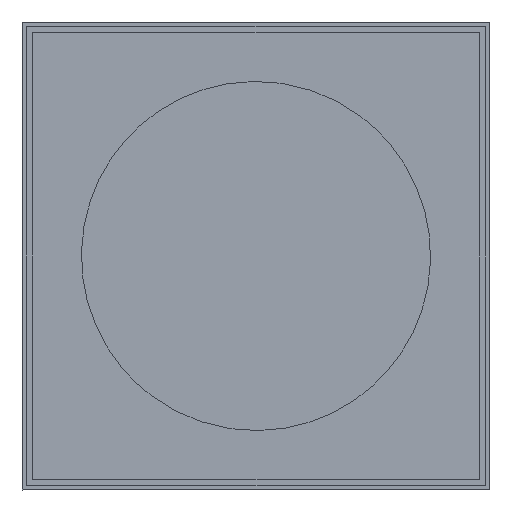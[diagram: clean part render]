
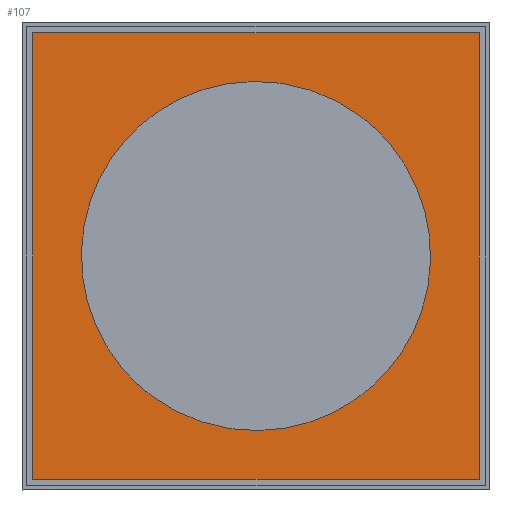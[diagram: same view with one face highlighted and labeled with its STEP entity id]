
A CAD part, left-side view. The second image highlights one B-rep face of the part: STEP entity #107.
In plain terms, the highlighted planar face has unit normal (1, 0, 0).
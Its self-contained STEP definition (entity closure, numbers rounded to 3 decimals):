
#107=ADVANCED_FACE($,(#182),#980,.T.);
#182=FACE_OUTER_BOUND($,#264,.T.);
#264=EDGE_LOOP($,(#589,#590,#591,#592));
#589=ORIENTED_EDGE($,*,*,#785,.F.);
#590=ORIENTED_EDGE($,*,*,#786,.F.);
#591=ORIENTED_EDGE($,*,*,#787,.F.);
#592=ORIENTED_EDGE($,*,*,#784,.F.);
#784=EDGE_CURVE($,#906,#909,#1160,.T.);
#785=EDGE_CURVE($,#907,#906,#1161,.T.);
#786=EDGE_CURVE($,#908,#907,#1162,.T.);
#787=EDGE_CURVE($,#909,#908,#1163,.T.);
#906=VERTEX_POINT($,#2760);
#907=VERTEX_POINT($,#2761);
#908=VERTEX_POINT($,#2762);
#909=VERTEX_POINT($,#2763);
#980=PLANE($,#1306);
#1160=B_SPLINE_CURVE_WITH_KNOTS($,1,(#2703,#2704),.UNSPECIFIED.,.F.,.F.,
(2,2),(0.,194.482),.UNSPECIFIED.);
#1161=B_SPLINE_CURVE_WITH_KNOTS($,1,(#2705,#2706),.UNSPECIFIED.,.F.,.F.,
(2,2),(583.947,778.929),.UNSPECIFIED.);
#1162=B_SPLINE_CURVE_WITH_KNOTS($,1,(#2707,#2708),.UNSPECIFIED.,.F.,.F.,
(2,2),(389.465,583.947),.UNSPECIFIED.);
#1163=B_SPLINE_CURVE_WITH_KNOTS($,1,(#2709,#2710),.UNSPECIFIED.,.F.,.F.,
(2,2),(194.482,389.465),.UNSPECIFIED.);
#1306=AXIS2_PLACEMENT_3D($,#2735,#1365,$);
#1365=DIRECTION($,(1.,0.,0.));
#2703=CARTESIAN_POINT($,(41.,67.993,-67.993));
#2704=CARTESIAN_POINT($,(41.,-67.993,-67.993));
#2705=CARTESIAN_POINT($,(41.,67.993,67.993));
#2706=CARTESIAN_POINT($,(41.,67.993,-67.993));
#2707=CARTESIAN_POINT($,(41.,-67.993,67.993));
#2708=CARTESIAN_POINT($,(41.,67.993,67.993));
#2709=CARTESIAN_POINT($,(41.,-67.993,-67.993));
#2710=CARTESIAN_POINT($,(41.,-67.993,67.993));
#2735=CARTESIAN_POINT($,(41.,67.993,-67.993));
#2760=CARTESIAN_POINT($,(41.,67.993,-67.993));
#2761=CARTESIAN_POINT($,(41.,67.993,67.993));
#2762=CARTESIAN_POINT($,(41.,-67.993,67.993));
#2763=CARTESIAN_POINT($,(41.,-67.993,-67.993));
